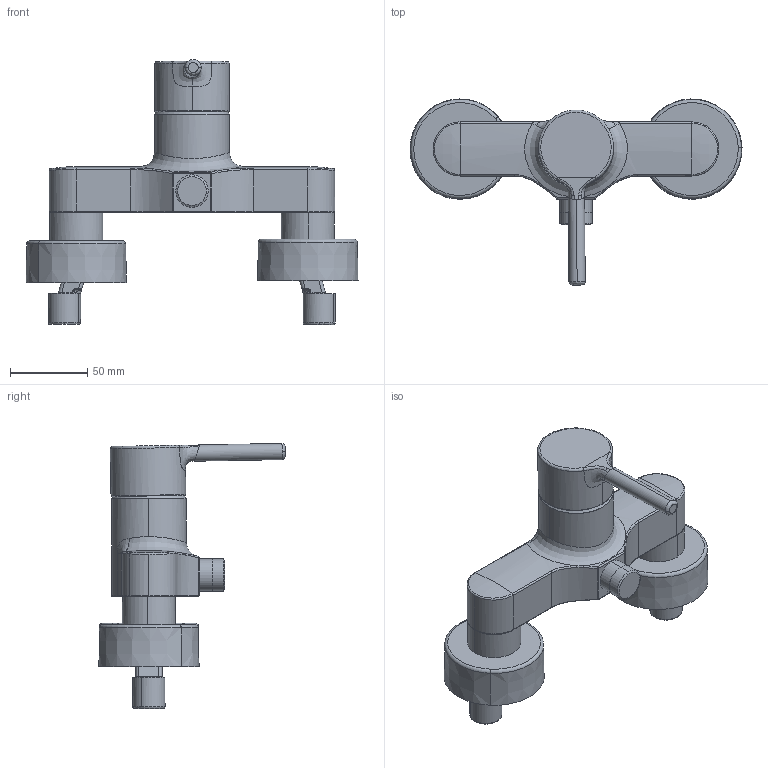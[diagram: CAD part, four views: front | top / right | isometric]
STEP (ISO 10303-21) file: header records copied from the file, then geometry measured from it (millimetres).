
FILE_DESCRIPTION (( 'STEP AP203' ), '1' );
FILE_NAME ('2660AU(2022)+52450167(2022).STEP', '2022-01-28T11:34:36', ( '' ), ( '' ), 'SwSTEP 2.0', 'SolidWorks 2016', '' );
FILE_SCHEMA (( 'CONFIG_CONTROL_DESIGN' ));
Length unit declared in the file: millimetre
Products named in the file (1): 2660AU(2022)+52450167(2022)
Bounding box: 214.98 x 120.78 x 171.66 mm (x, y, z)
Volume: 463877.7 mm3; surface area: 87507.4 mm2
Topology: 1 solids, 1 shells, 348 faces, 835 edges, 497 vertices
Faces by surface type: bspline 123, cylinder 116, plane 66, torus 24, cone 10, sphere 9
Entity records: 22714 total; most frequent: CARTESIAN_POINT 15745, ORIENTED_EDGE 1650, DIRECTION 1081, EDGE_CURVE 825, VERTEX_POINT 496, AXIS2_PLACEMENT_3D 443, EDGE_LOOP 373, B_SPLINE_CURVE_WITH_KNOTS 370
